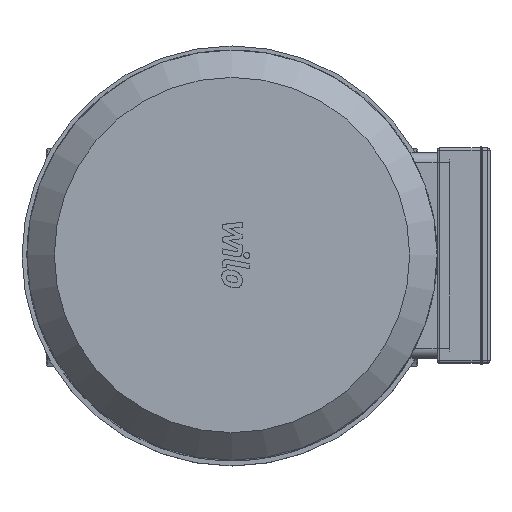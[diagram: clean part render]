
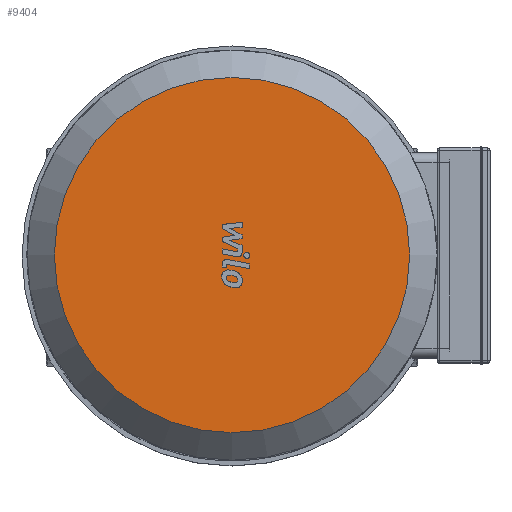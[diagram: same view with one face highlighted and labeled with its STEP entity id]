
A CAD part, top view. The second image highlights one B-rep face of the part: STEP entity #9404.
In plain terms, the highlighted planar face has unit normal (0, 0, 1).
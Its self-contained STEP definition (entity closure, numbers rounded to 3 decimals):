
#2029=PLANE('',#10135);
#2590=FACE_OUTER_BOUND('',#3209,.T.);
#3209=EDGE_LOOP('',(#7333));
#3791=CIRCLE('',#10131,179.75);
#4379=VERTEX_POINT('',#14977);
#5480=EDGE_CURVE('',#4379,#4379,#3791,.T.);
#7333=ORIENTED_EDGE('',*,*,#5480,.F.);
#9404=ADVANCED_FACE('',(#2590),#2029,.F.);
#10131=AXIS2_PLACEMENT_3D('',#14978,#11767,#11768);
#10135=AXIS2_PLACEMENT_3D('',#14984,#11775,#11776);
#11767=DIRECTION('center_axis',(0.,0.,
-1.));
#11768=DIRECTION('ref_axis',(0.,1.,0.));
#11775=DIRECTION('center_axis',(0.,0.,
-1.));
#11776=DIRECTION('ref_axis',(0.,1.,0.));
#14977=CARTESIAN_POINT('',(0.,-179.75,1534.));
#14978=CARTESIAN_POINT('Origin',(0.,0.,1534.));
#14984=CARTESIAN_POINT('Origin',(0.,0.,
1534.));
